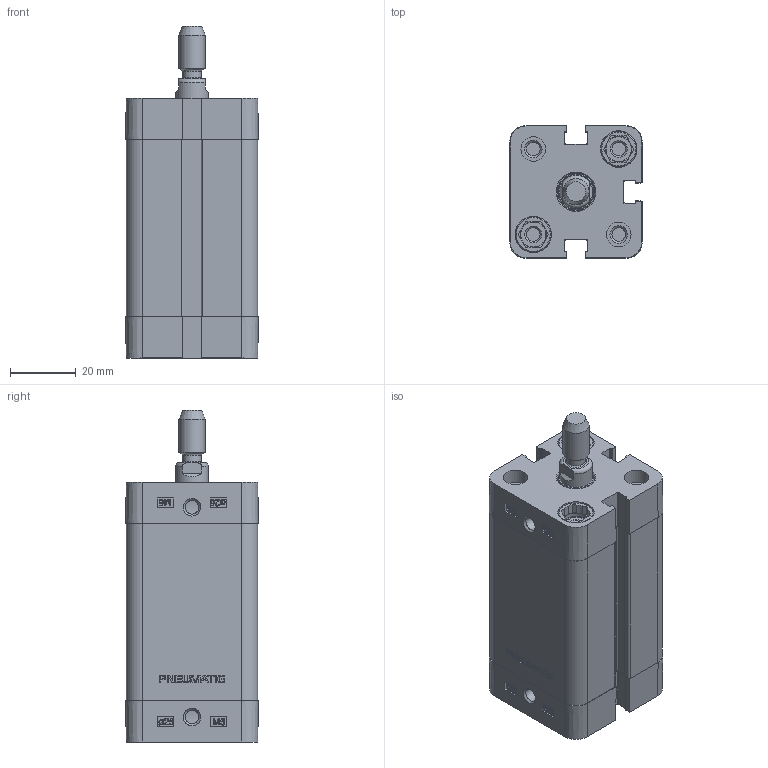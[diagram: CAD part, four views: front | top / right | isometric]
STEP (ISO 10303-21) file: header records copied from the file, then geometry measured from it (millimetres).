
FILE_DESCRIPTION( ( 'STEP AP214' ), '1' );
FILE_NAME( 'DM-25-1000-M.stp', ' ', ( ' ' ), ( ' ' ), ' ', ' ', ' ' );
FILE_SCHEMA (('AUTOMOTIVE_DESIGN { 1 0 10303 214 3 1 1 }'));
Length unit declared in the file: centimetre
Products named in the file (1): (Unsaved)
Bounding box: 40.3 x 40.3 x 101 mm (x, y, z)
Volume: 92301.7 mm3; surface area: 34367.8 mm2
Topology: 6 solids, 10 shells, 806 faces, 2145 edges, 1417 vertices
Faces by surface type: plane 394, bspline 215, cylinder 132, cone 46, torus 19
Full cylindrical faces by diameter (mm): 4.134 x3, 5.8 x1, 7.5 x4, 8 x10, 9 x1, 10 x1, 10.48 x1, 10.9 x4, 11.1 x4, 11.4 x1, 12 x1, 13.84 x1, 14 x1, 25 x1
Entity records: 26216 total; most frequent: CARTESIAN_POINT 7729, ORIENTED_EDGE 4084, DIRECTION 3133, EDGE_CURVE 2042, VERTEX_POINT 1401, LINE 1251, VECTOR 1251, EDGE_LOOP 965
